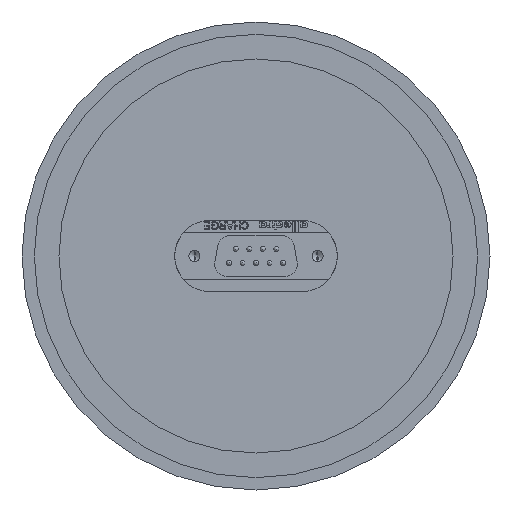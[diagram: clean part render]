
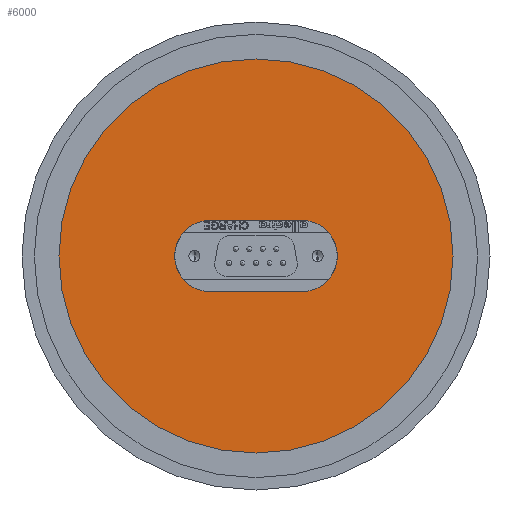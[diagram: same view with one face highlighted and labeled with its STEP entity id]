
A CAD part, front view. The second image highlights one B-rep face of the part: STEP entity #6000.
In plain terms, the highlighted planar face has unit normal (0, -1, 0).
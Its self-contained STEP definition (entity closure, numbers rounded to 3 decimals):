
#90 = DIRECTION ( 'NONE',  ( 0., 0., -1. ) ) ;
#268 = VERTEX_POINT ( 'NONE', #4571 ) ;
#360 = CARTESIAN_POINT ( 'NONE',  ( 0., -12., 40. ) ) ;
#678 = CARTESIAN_POINT ( 'NONE',  ( -9.25, -12., 0. ) ) ;
#694 = CARTESIAN_POINT ( 'NONE',  ( 9.25, -12., 0. ) ) ;
#747 = CIRCLE ( 'NONE', #8422, 40. ) ;
#815 = VECTOR ( 'NONE', #3634, 1000. ) ;
#827 = ORIENTED_EDGE ( 'NONE', *, *, #8006, .T. ) ;
#872 = DIRECTION ( 'NONE',  ( 0., -1., 0. ) ) ;
#1115 = VECTOR ( 'NONE', #5969, 1000. ) ;
#1329 = EDGE_CURVE ( 'NONE', #4093, #7786, #6320, .T. ) ;
#1550 = DIRECTION ( 'NONE',  ( 0., 0., 1. ) ) ;
#2223 = AXIS2_PLACEMENT_3D ( 'NONE', #6752, #9251, #6539 ) ;
#2345 = ORIENTED_EDGE ( 'NONE', *, *, #6810, .T. ) ;
#2481 = LINE ( 'NONE', #8584, #1115 ) ;
#3272 = PLANE ( 'NONE',  #2223 ) ;
#3634 = DIRECTION ( 'NONE',  ( 1., 0., 0. ) ) ;
#3748 = CARTESIAN_POINT ( 'NONE',  ( 9.25, -12., -7.25 ) ) ;
#3856 = EDGE_CURVE ( 'NONE', #7786, #5601, #2481, .T. ) ;
#3889 = EDGE_LOOP ( 'NONE', ( #4015, #2345, #6114, #9599 ) ) ;
#4015 = ORIENTED_EDGE ( 'NONE', *, *, #6656, .T. ) ;
#4089 = DIRECTION ( 'NONE',  ( 0., 0., 1. ) ) ;
#4093 = VERTEX_POINT ( 'NONE', #10525 ) ;
#4115 = FACE_OUTER_BOUND ( 'NONE', #4191, .T. ) ;
#4155 = CARTESIAN_POINT ( 'NONE',  ( -9.25, -12., -7.25 ) ) ;
#4191 = EDGE_LOOP ( 'NONE', ( #5828, #827 ) ) ;
#4510 = CARTESIAN_POINT ( 'NONE',  ( -9.25, -12., 7.25 ) ) ;
#4571 = CARTESIAN_POINT ( 'NONE',  ( 0., -12., -40. ) ) ;
#5257 = EDGE_CURVE ( 'NONE', #268, #7524, #9171, .T. ) ;
#5479 = DIRECTION ( 'NONE',  ( 0., -1., 0. ) ) ;
#5601 = VERTEX_POINT ( 'NONE', #4155 ) ;
#5642 = DIRECTION ( 'NONE',  ( 0., 0., -1. ) ) ;
#5828 = ORIENTED_EDGE ( 'NONE', *, *, #5257, .T. ) ;
#5969 = DIRECTION ( 'NONE',  ( -1., 0., 0. ) ) ;
#5992 = AXIS2_PLACEMENT_3D ( 'NONE', #678, #8288, #4089 ) ;
#6000 = ADVANCED_FACE ( 'NONE', ( #8417, #4115 ), #3272, .T. ) ;
#6067 = VERTEX_POINT ( 'NONE', #4510 ) ;
#6114 = ORIENTED_EDGE ( 'NONE', *, *, #1329, .T. ) ;
#6194 = CIRCLE ( 'NONE', #5992, 7.25 ) ;
#6320 = CIRCLE ( 'NONE', #8100, 7.25 ) ;
#6539 = DIRECTION ( 'NONE',  ( 0., 0., -1. ) ) ;
#6656 = EDGE_CURVE ( 'NONE', #5601, #6067, #6194, .T. ) ;
#6689 = DIRECTION ( 'NONE',  ( 0., 1., 0. ) ) ;
#6752 = CARTESIAN_POINT ( 'NONE',  ( 0., -12., -40. ) ) ;
#6810 = EDGE_CURVE ( 'NONE', #6067, #4093, #9770, .T. ) ;
#7100 = CARTESIAN_POINT ( 'NONE',  ( 0., -12., 0. ) ) ;
#7524 = VERTEX_POINT ( 'NONE', #360 ) ;
#7689 = CARTESIAN_POINT ( 'NONE',  ( 0., -12., 0. ) ) ;
#7786 = VERTEX_POINT ( 'NONE', #3748 ) ;
#8006 = EDGE_CURVE ( 'NONE', #7524, #268, #747, .T. ) ;
#8100 = AXIS2_PLACEMENT_3D ( 'NONE', #694, #6689, #1550 ) ;
#8288 = DIRECTION ( 'NONE',  ( 0., 1., 0. ) ) ;
#8417 = FACE_BOUND ( 'NONE', #3889, .T. ) ;
#8422 = AXIS2_PLACEMENT_3D ( 'NONE', #7100, #5479, #5642 ) ;
#8584 = CARTESIAN_POINT ( 'NONE',  ( -9.25, -12., -7.25 ) ) ;
#9171 = CIRCLE ( 'NONE', #10594, 40. ) ;
#9251 = DIRECTION ( 'NONE',  ( 0., -1., 0. ) ) ;
#9599 = ORIENTED_EDGE ( 'NONE', *, *, #3856, .T. ) ;
#9770 = LINE ( 'NONE', #10546, #815 ) ;
#10525 = CARTESIAN_POINT ( 'NONE',  ( 9.25, -12., 7.25 ) ) ;
#10546 = CARTESIAN_POINT ( 'NONE',  ( -9.25, -12., 7.25 ) ) ;
#10594 = AXIS2_PLACEMENT_3D ( 'NONE', #7689, #872, #90 ) ;
